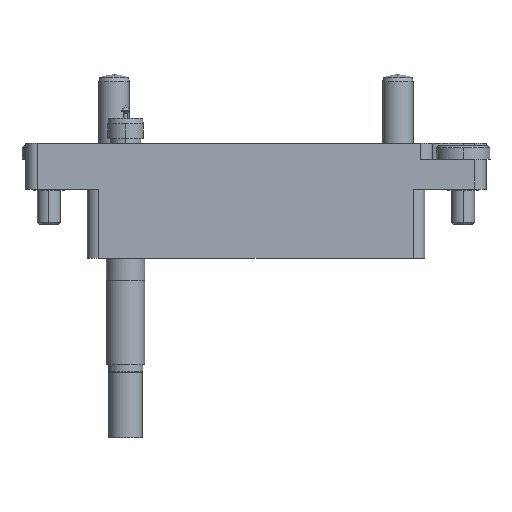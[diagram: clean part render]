
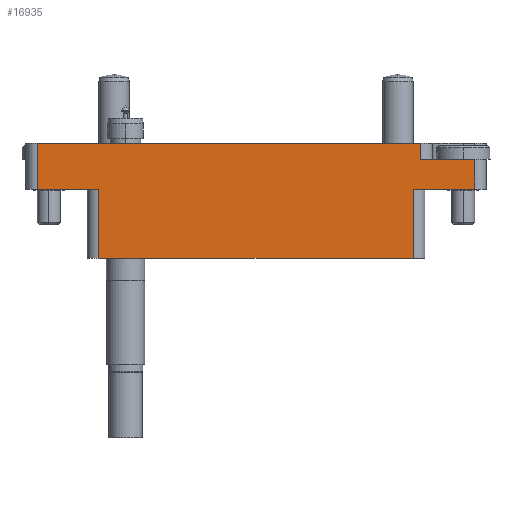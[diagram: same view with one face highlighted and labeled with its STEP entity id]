
A CAD part, left-side view. The second image highlights one B-rep face of the part: STEP entity #16935.
In plain terms, the highlighted face is planar.
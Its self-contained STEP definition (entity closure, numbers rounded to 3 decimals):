
#3 = CARTESIAN_POINT ( 'NONE',  ( 30., 0., 14.35 ) ) ;
#38 = FACE_OUTER_BOUND ( 'NONE', #18871, .T. ) ;
#40 = CARTESIAN_POINT ( 'NONE',  ( 30., 3.9, 14.35 ) ) ;
#679 = CARTESIAN_POINT ( 'NONE',  ( -20.5, -9., 14.35 ) ) ;
#699 = CARTESIAN_POINT ( 'NONE',  ( 28.5, 0., 14.35 ) ) ;
#1241 = EDGE_CURVE ( 'NONE', #12811, #2635, #7742, .T. ) ;
#1701 = CARTESIAN_POINT ( 'NONE',  ( 21.5, 6., 14.35 ) ) ;
#1785 = ORIENTED_EDGE ( 'NONE', *, *, #15742, .T. ) ;
#2259 = LINE ( 'NONE', #6094, #16369 ) ;
#2635 = VERTEX_POINT ( 'NONE', #18247 ) ;
#2804 = VECTOR ( 'NONE', #9604, 1000. ) ;
#2820 = LINE ( 'NONE', #11591, #20949 ) ;
#3281 = VECTOR ( 'NONE', #18732, 1000. ) ;
#3552 = LINE ( 'NONE', #17827, #3755 ) ;
#3607 = LINE ( 'NONE', #3, #12320 ) ;
#3755 = VECTOR ( 'NONE', #20979, 1000. ) ;
#3757 = LINE ( 'NONE', #21296, #20578 ) ;
#3821 = AXIS2_PLACEMENT_3D ( 'NONE', #12189, #8921, #10778 ) ;
#4106 = ORIENTED_EDGE ( 'NONE', *, *, #1241, .F. ) ;
#4230 = DIRECTION ( 'NONE',  ( 0., -1., 0. ) ) ;
#4420 = VERTEX_POINT ( 'NONE', #1701 ) ;
#4945 = DIRECTION ( 'NONE',  ( 0., 1., 0. ) ) ;
#5055 = PLANE ( 'NONE',  #3821 ) ;
#6094 = CARTESIAN_POINT ( 'NONE',  ( -20.5, 0., 14.35 ) ) ;
#6141 = EDGE_CURVE ( 'NONE', #12011, #7467, #2820, .T. ) ;
#6218 = ORIENTED_EDGE ( 'NONE', *, *, #19416, .T. ) ;
#6329 = CARTESIAN_POINT ( 'NONE',  ( 28.5, 3.9, 14.35 ) ) ;
#6818 = CARTESIAN_POINT ( 'NONE',  ( 21.5, 0., 14.35 ) ) ;
#6827 = VERTEX_POINT ( 'NONE', #16303 ) ;
#7467 = VERTEX_POINT ( 'NONE', #13864 ) ;
#7742 = LINE ( 'NONE', #9489, #2804 ) ;
#8863 = ORIENTED_EDGE ( 'NONE', *, *, #10897, .F. ) ;
#8921 = DIRECTION ( 'NONE',  ( 0., 0., -1. ) ) ;
#9489 = CARTESIAN_POINT ( 'NONE',  ( 30., 0., 14.35 ) ) ;
#9604 = DIRECTION ( 'NONE',  ( -1., 0., 0. ) ) ;
#10778 = DIRECTION ( 'NONE',  ( -1., 0., 0. ) ) ;
#10846 = EDGE_CURVE ( 'NONE', #17980, #11178, #2259, .T. ) ;
#10893 = DIRECTION ( 'NONE',  ( 0., 1., 0. ) ) ;
#10897 = EDGE_CURVE ( 'NONE', #12011, #4420, #13695, .T. ) ;
#11000 = CARTESIAN_POINT ( 'NONE',  ( -28.5, 6., 14.35 ) ) ;
#11178 = VERTEX_POINT ( 'NONE', #679 ) ;
#11487 = VERTEX_POINT ( 'NONE', #18413 ) ;
#11591 = CARTESIAN_POINT ( 'NONE',  ( -28.5, 0., 14.35 ) ) ;
#12011 = VERTEX_POINT ( 'NONE', #11000 ) ;
#12186 = EDGE_CURVE ( 'NONE', #17980, #7467, #3607, .T. ) ;
#12189 = CARTESIAN_POINT ( 'NONE',  ( -30., 0., 14.35 ) ) ;
#12320 = VECTOR ( 'NONE', #13910, 1000. ) ;
#12435 = CARTESIAN_POINT ( 'NONE',  ( 20.5, -9., 14.35 ) ) ;
#12811 = VERTEX_POINT ( 'NONE', #699 ) ;
#13308 = VECTOR ( 'NONE', #4945, 1000. ) ;
#13442 = EDGE_CURVE ( 'NONE', #16898, #11178, #3552, .T. ) ;
#13695 = LINE ( 'NONE', #22218, #15628 ) ;
#13864 = CARTESIAN_POINT ( 'NONE',  ( -28.5, 0., 14.35 ) ) ;
#13910 = DIRECTION ( 'NONE',  ( -1., 0., 0. ) ) ;
#14408 = LINE ( 'NONE', #40, #22964 ) ;
#14861 = ORIENTED_EDGE ( 'NONE', *, *, #12186, .F. ) ;
#15331 = DIRECTION ( 'NONE',  ( 0., -1., 0. ) ) ;
#15447 = DIRECTION ( 'NONE',  ( 1., 0., 0. ) ) ;
#15532 = ORIENTED_EDGE ( 'NONE', *, *, #18125, .F. ) ;
#15628 = VECTOR ( 'NONE', #15447, 1000. ) ;
#15742 = EDGE_CURVE ( 'NONE', #16898, #2635, #3757, .T. ) ;
#16050 = DIRECTION ( 'NONE',  ( 1., 0., 0. ) ) ;
#16267 = ORIENTED_EDGE ( 'NONE', *, *, #6141, .T. ) ;
#16303 = CARTESIAN_POINT ( 'NONE',  ( 21.5, 3.9, 14.35 ) ) ;
#16369 = VECTOR ( 'NONE', #4230, 1000. ) ;
#16898 = VERTEX_POINT ( 'NONE', #12435 ) ;
#16935 = ADVANCED_FACE ( 'NONE', ( #38 ), #5055, .F. ) ;
#16986 = CARTESIAN_POINT ( 'NONE',  ( -20.5, 0., 14.35 ) ) ;
#17827 = CARTESIAN_POINT ( 'NONE',  ( -22., -9., 14.35 ) ) ;
#17980 = VERTEX_POINT ( 'NONE', #16986 ) ;
#18125 = EDGE_CURVE ( 'NONE', #6827, #11487, #14408, .T. ) ;
#18247 = CARTESIAN_POINT ( 'NONE',  ( 20.5, 0., 14.35 ) ) ;
#18280 = ORIENTED_EDGE ( 'NONE', *, *, #21337, .T. ) ;
#18413 = CARTESIAN_POINT ( 'NONE',  ( 28.5, 3.9, 14.35 ) ) ;
#18732 = DIRECTION ( 'NONE',  ( 0., 1., 0. ) ) ;
#18871 = EDGE_LOOP ( 'NONE', ( #19648, #1785, #4106, #18280, #15532, #6218, #8863, #16267, #14861, #20231 ) ) ;
#19416 = EDGE_CURVE ( 'NONE', #6827, #4420, #19438, .T. ) ;
#19438 = LINE ( 'NONE', #6818, #13308 ) ;
#19648 = ORIENTED_EDGE ( 'NONE', *, *, #13442, .F. ) ;
#20231 = ORIENTED_EDGE ( 'NONE', *, *, #10846, .T. ) ;
#20578 = VECTOR ( 'NONE', #10893, 1000. ) ;
#20949 = VECTOR ( 'NONE', #15331, 1000. ) ;
#20979 = DIRECTION ( 'NONE',  ( -1., 0., 0. ) ) ;
#21296 = CARTESIAN_POINT ( 'NONE',  ( 20.5, 0., 14.35 ) ) ;
#21337 = EDGE_CURVE ( 'NONE', #12811, #11487, #22574, .T. ) ;
#22218 = CARTESIAN_POINT ( 'NONE',  ( -30., 6., 14.35 ) ) ;
#22574 = LINE ( 'NONE', #6329, #3281 ) ;
#22964 = VECTOR ( 'NONE', #16050, 1000. ) ;
